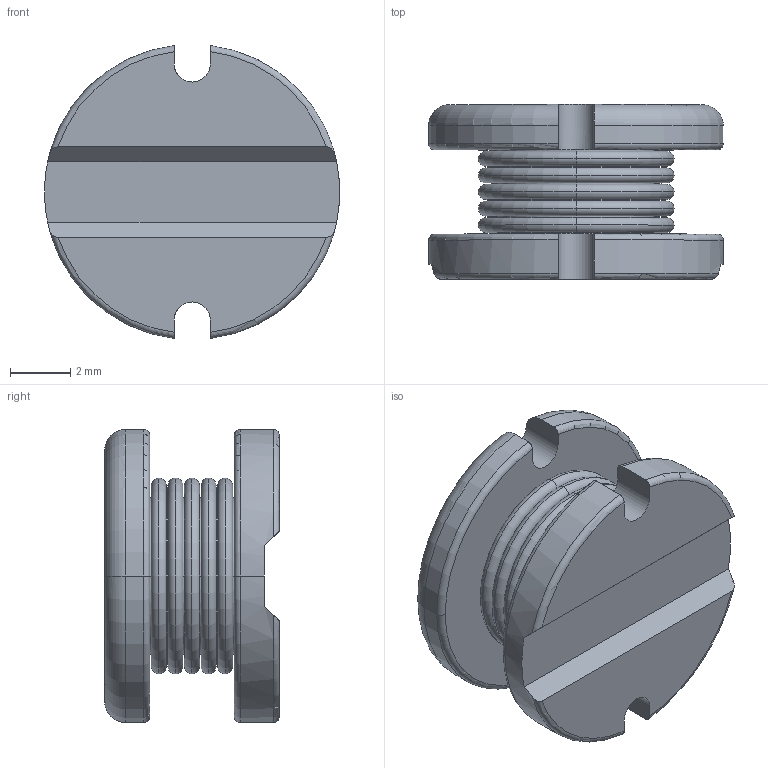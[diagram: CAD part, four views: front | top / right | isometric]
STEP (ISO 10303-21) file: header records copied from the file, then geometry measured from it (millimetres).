
FILE_DESCRIPTION (( 'STEP AP214' ), '1' );
FILE_NAME ('L_SMD_10x10x5.8.STEP', '2014-05-27T10:37:54', ( 'Master' ), ( '' ), 'SwSTEP 2.0', 'SolidWorks 2013', '' );
FILE_SCHEMA (( 'AUTOMOTIVE_DESIGN' ));
Length unit declared in the file: millimetre
Products named in the file (1): L_SMD_10x10x5.8
Bounding box: 9.79 x 5.8 x 9.73 mm (x, y, z)
Volume: 280.6 mm3; surface area: 531.4 mm2
Topology: 6 solids, 6 shells, 61 faces, 148 edges, 91 vertices
Faces by surface type: torus 33, plane 16, cylinder 12
Entity records: 2193 total; most frequent: CARTESIAN_POINT 433, DIRECTION 328, ORIENTED_EDGE 296, EDGE_CURVE 148, AXIS2_PLACEMENT_3D 146, VERTEX_POINT 91, CIRCLE 84, EDGE_LOOP 63
